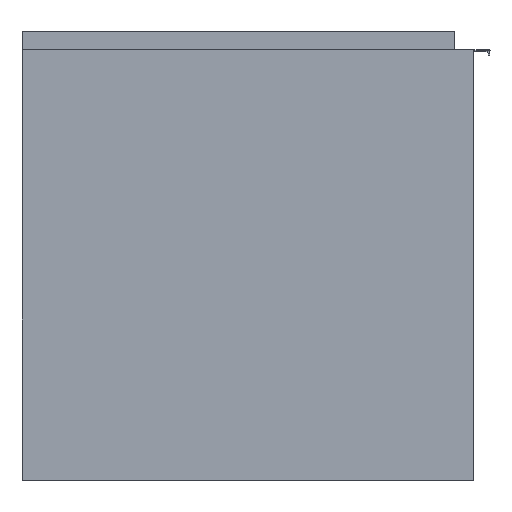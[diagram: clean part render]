
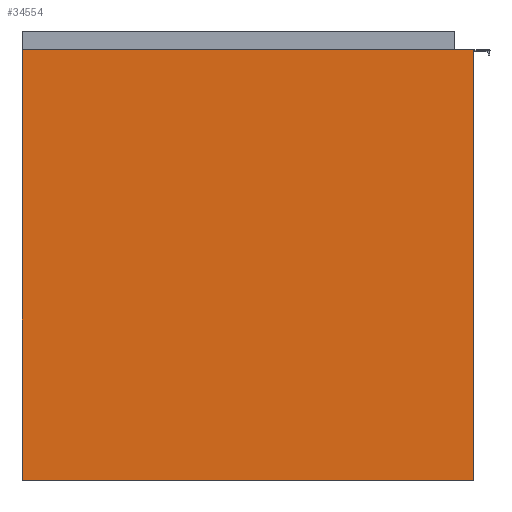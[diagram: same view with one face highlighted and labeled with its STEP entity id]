
A CAD part, left-side view. The second image highlights one B-rep face of the part: STEP entity #34554.
In plain terms, the highlighted planar face has unit normal (-1, 0, 0).
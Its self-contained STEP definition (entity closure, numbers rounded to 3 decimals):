
#4002=FACE_OUTER_BOUND('',#6048,.T.);
#6048=EDGE_LOOP('',(#31023,#31024,#31025,#31026));
#9810=LINE('',#56735,#13521);
#9814=LINE('',#56743,#13525);
#9817=LINE('',#56749,#13528);
#9820=LINE('',#56754,#13531);
#13521=VECTOR('',#46631,431.5);
#13525=VECTOR('',#46637,412.);
#13528=VECTOR('',#46642,431.5);
#13531=VECTOR('',#46647,412.);
#16688=VERTEX_POINT('',#56733);
#16689=VERTEX_POINT('',#56734);
#16692=VERTEX_POINT('',#56742);
#16694=VERTEX_POINT('',#56748);
#21486=EDGE_CURVE('',#16688,#16689,#9810,.T.);
#21490=EDGE_CURVE('',#16692,#16688,#9814,.T.);
#21493=EDGE_CURVE('',#16694,#16692,#9817,.T.);
#21496=EDGE_CURVE('',#16689,#16694,#9820,.T.);
#31023=ORIENTED_EDGE('',*,*,#21496,.F.);
#31024=ORIENTED_EDGE('',*,*,#21486,.F.);
#31025=ORIENTED_EDGE('',*,*,#21490,.F.);
#31026=ORIENTED_EDGE('',*,*,#21493,.F.);
#32797=PLANE('',#37427);
#34554=ADVANCED_FACE('',(#4002),#32797,.F.);
#37427=AXIS2_PLACEMENT_3D('',#56757,#46651,#46652);
#46631=DIRECTION('',(0.,1.,0.));
#46637=DIRECTION('',(0.,0.,-1.));
#46642=DIRECTION('',(0.,-1.,0.));
#46647=DIRECTION('',(0.,0.,1.));
#46651=DIRECTION('center_axis',(1.,0.,0.));
#46652=DIRECTION('ref_axis',(0.,0.,-1.));
#56733=CARTESIAN_POINT('',(0.,0.,0.));
#56734=CARTESIAN_POINT('',(0.,431.5,0.));
#56735=CARTESIAN_POINT('',(0.,0.,0.));
#56742=CARTESIAN_POINT('',(0.,0.,412.));
#56743=CARTESIAN_POINT('',(0.,0.,412.));
#56748=CARTESIAN_POINT('',(0.,431.5,412.));
#56749=CARTESIAN_POINT('',(0.,391.5,412.));
#56754=CARTESIAN_POINT('',(0.,431.5,0.));
#56757=CARTESIAN_POINT('Origin',(0.,195.75,206.));
